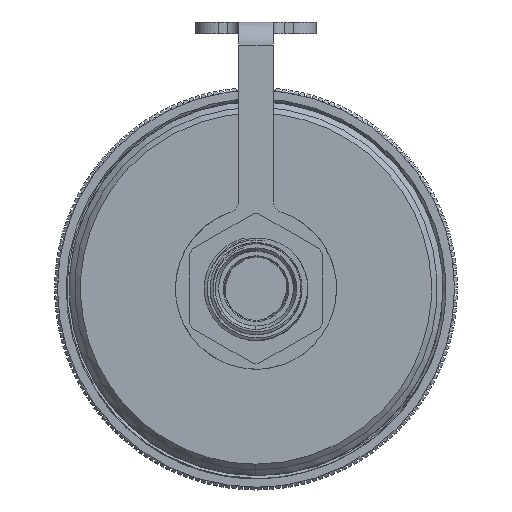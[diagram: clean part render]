
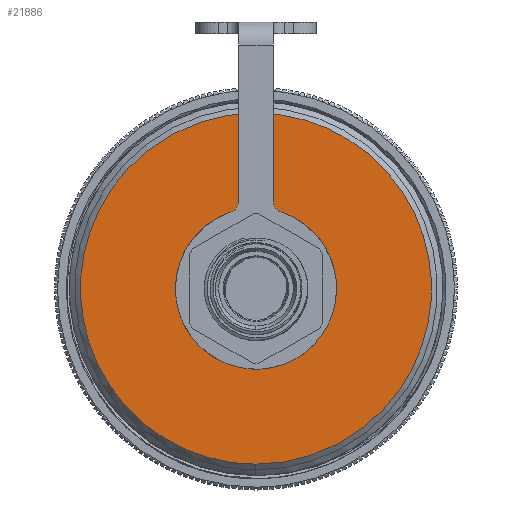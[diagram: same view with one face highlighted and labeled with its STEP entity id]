
A CAD part, front view. The second image highlights one B-rep face of the part: STEP entity #21886.
In plain terms, the highlighted free-form (B-spline) face has degree [1, 1] with [2, 2] control points.
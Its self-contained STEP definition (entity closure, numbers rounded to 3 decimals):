
#21854 = VERTEX_POINT('',#21855);
#21855 = CARTESIAN_POINT('',(0.,-9.206,
    16.111));
#21860 = EDGE_CURVE('',#21854,#21861,#21863,.T.);
#21861 = VERTEX_POINT('',#21862);
#21862 = CARTESIAN_POINT('',(0.,-9.206,-16.111));
#21863 = ( BOUNDED_CURVE() B_SPLINE_CURVE(2,(#21864,#21865,#21866,#21867
,#21868),.UNSPECIFIED.,.F.,.F.) B_SPLINE_CURVE_WITH_KNOTS((3,2,3),(
    3.142,4.712,6.283),
.PIECEWISE_BEZIER_KNOTS.) CURVE() GEOMETRIC_REPRESENTATION_ITEM() 
RATIONAL_B_SPLINE_CURVE((1.,0.707,1.,0.707,1.)) 
REPRESENTATION_ITEM('') );
#21864 = CARTESIAN_POINT('',(0.,-9.206,
    16.111));
#21865 = CARTESIAN_POINT('',(-16.111,-9.206,
    16.111));
#21866 = CARTESIAN_POINT('',(-16.111,-9.206,
    0.));
#21867 = CARTESIAN_POINT('',(-16.111,-9.206,
    -16.111));
#21868 = CARTESIAN_POINT('',(0.,-9.206,
    -16.111));
#21886 = ADVANCED_FACE('',(#21887,#21898),#21920,.F.);
#21887 = FACE_BOUND('',#21888,.T.);
#21888 = EDGE_LOOP('',(#21889,#21897));
#21889 = ORIENTED_EDGE('',*,*,#21890,.F.);
#21890 = EDGE_CURVE('',#21861,#21854,#21891,.T.);
#21891 = ( BOUNDED_CURVE() B_SPLINE_CURVE(2,(#21892,#21893,#21894,#21895
,#21896),.UNSPECIFIED.,.F.,.F.) B_SPLINE_CURVE_WITH_KNOTS((3,2,3),(0.,
1.571,3.142),.PIECEWISE_BEZIER_KNOTS.) CURVE() 
GEOMETRIC_REPRESENTATION_ITEM() RATIONAL_B_SPLINE_CURVE((1.,
0.707,1.,0.707,1.)) REPRESENTATION_ITEM('') );
#21892 = CARTESIAN_POINT('',(0.,-9.206,-16.111));
#21893 = CARTESIAN_POINT('',(16.111,-9.206,
    -16.111));
#21894 = CARTESIAN_POINT('',(16.111,-9.206,
    0.));
#21895 = CARTESIAN_POINT('',(16.111,-9.206,
    16.111));
#21896 = CARTESIAN_POINT('',(0.,-9.206,
    16.111));
#21897 = ORIENTED_EDGE('',*,*,#21860,.F.);
#21898 = FACE_BOUND('',#21899,.T.);
#21899 = EDGE_LOOP('',(#21900,#21912));
#21900 = ORIENTED_EDGE('',*,*,#21901,.T.);
#21901 = EDGE_CURVE('',#21902,#21904,#21906,.T.);
#21902 = VERTEX_POINT('',#21903);
#21903 = CARTESIAN_POINT('',(0.,-9.206,35.098));
#21904 = VERTEX_POINT('',#21905);
#21905 = CARTESIAN_POINT('',(0.,-9.206,
    -35.098));
#21906 = ( BOUNDED_CURVE() B_SPLINE_CURVE(2,(#21907,#21908,#21909,#21910
,#21911),.UNSPECIFIED.,.F.,.F.) B_SPLINE_CURVE_WITH_KNOTS((3,2,3),(
    3.142,4.712,6.283),
.PIECEWISE_BEZIER_KNOTS.) CURVE() GEOMETRIC_REPRESENTATION_ITEM() 
RATIONAL_B_SPLINE_CURVE((1.,0.707,1.,0.707,1.)) 
REPRESENTATION_ITEM('') );
#21907 = CARTESIAN_POINT('',(0.,-9.206,
    35.098));
#21908 = CARTESIAN_POINT('',(-35.098,-9.206,
    35.098));
#21909 = CARTESIAN_POINT('',(-35.098,-9.206,
    0.));
#21910 = CARTESIAN_POINT('',(-35.098,-9.206,
    -35.098));
#21911 = CARTESIAN_POINT('',(0.,-9.206,
    -35.098));
#21912 = ORIENTED_EDGE('',*,*,#21913,.T.);
#21913 = EDGE_CURVE('',#21904,#21902,#21914,.T.);
#21914 = ( BOUNDED_CURVE() B_SPLINE_CURVE(2,(#21915,#21916,#21917,#21918
,#21919),.UNSPECIFIED.,.F.,.F.) B_SPLINE_CURVE_WITH_KNOTS((3,2,3),(0.,
1.571,3.142),.PIECEWISE_BEZIER_KNOTS.) CURVE() 
GEOMETRIC_REPRESENTATION_ITEM() RATIONAL_B_SPLINE_CURVE((1.,
0.707,1.,0.707,1.)) REPRESENTATION_ITEM('') );
#21915 = CARTESIAN_POINT('',(0.,-9.206,-35.098));
#21916 = CARTESIAN_POINT('',(35.098,-9.206,
    -35.098));
#21917 = CARTESIAN_POINT('',(35.098,-9.206,
    0.));
#21918 = CARTESIAN_POINT('',(35.098,-9.206,
    35.098));
#21919 = CARTESIAN_POINT('',(0.,-9.206,
    35.098));
#21920 = B_SPLINE_SURFACE_WITH_KNOTS('',1,1,(
    (#21921,#21922)
    ,(#21923,#21924
    )),.UNSPECIFIED.,.F.,.F.,.F.,(2,2),(2,2),(0.,61.),(-30.5,30.5),
  .PIECEWISE_BEZIER_KNOTS.);
#21921 = CARTESIAN_POINT('',(-35.098,-9.206,
    35.098));
#21922 = CARTESIAN_POINT('',(-35.098,-9.206,
    -35.098));
#21923 = CARTESIAN_POINT('',(35.098,-9.206,
    35.098));
#21924 = CARTESIAN_POINT('',(35.098,-9.206,
    -35.098));
